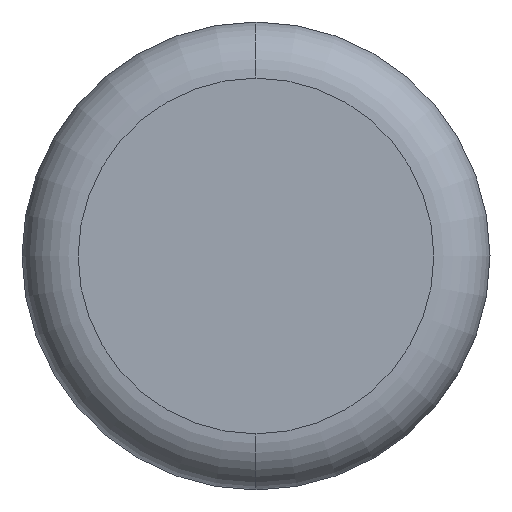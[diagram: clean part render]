
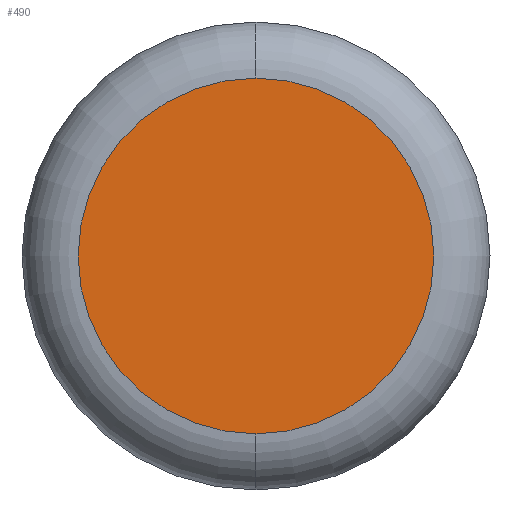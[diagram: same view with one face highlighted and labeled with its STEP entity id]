
A CAD part, front view. The second image highlights one B-rep face of the part: STEP entity #490.
In plain terms, the highlighted planar face has unit normal (0, -1, 0).
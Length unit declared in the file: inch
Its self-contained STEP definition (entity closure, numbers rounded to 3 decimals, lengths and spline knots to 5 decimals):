
#25 = EDGE_CURVE ( 'NONE', #368, #325, #100, .T. ) ;
#77 = CIRCLE ( 'NONE', #121, 0.19 ) ;
#81 = ORIENTED_EDGE ( 'NONE', *, *, #25, .T. ) ;
#87 = DIRECTION ( 'NONE',  ( 0., 0., -1. ) ) ;
#91 = AXIS2_PLACEMENT_3D ( 'NONE', #455, #417, #375 ) ;
#100 = CIRCLE ( 'NONE', #91, 0.19 ) ;
#121 = AXIS2_PLACEMENT_3D ( 'NONE', #145, #363, #276 ) ;
#130 = EDGE_LOOP ( 'NONE', ( #283, #81 ) ) ;
#145 = CARTESIAN_POINT ( 'NONE',  ( 0., 0., 0. ) ) ;
#157 = CARTESIAN_POINT ( 'NONE',  ( 0., 0., -0.19 ) ) ;
#168 = CARTESIAN_POINT ( 'NONE',  ( 0., 0., 0. ) ) ;
#192 = CARTESIAN_POINT ( 'NONE',  ( 0., 0., 0.19 ) ) ;
#207 = PLANE ( 'NONE',  #261 ) ;
#209 = FACE_OUTER_BOUND ( 'NONE', #130, .T. ) ;
#248 = DIRECTION ( 'NONE',  ( 0., -1., 0. ) ) ;
#261 = AXIS2_PLACEMENT_3D ( 'NONE', #168, #248, #87 ) ;
#276 = DIRECTION ( 'NONE',  ( 0., 0., -1. ) ) ;
#283 = ORIENTED_EDGE ( 'NONE', *, *, #342, .T. ) ;
#325 = VERTEX_POINT ( 'NONE', #157 ) ;
#342 = EDGE_CURVE ( 'NONE', #325, #368, #77, .T. ) ;
#363 = DIRECTION ( 'NONE',  ( 0., -1., 0. ) ) ;
#368 = VERTEX_POINT ( 'NONE', #192 ) ;
#375 = DIRECTION ( 'NONE',  ( 0., 0., -1. ) ) ;
#417 = DIRECTION ( 'NONE',  ( 0., -1., 0. ) ) ;
#455 = CARTESIAN_POINT ( 'NONE',  ( 0., 0., 0. ) ) ;
#490 = ADVANCED_FACE ( 'NONE', ( #209 ), #207, .T. ) ;
